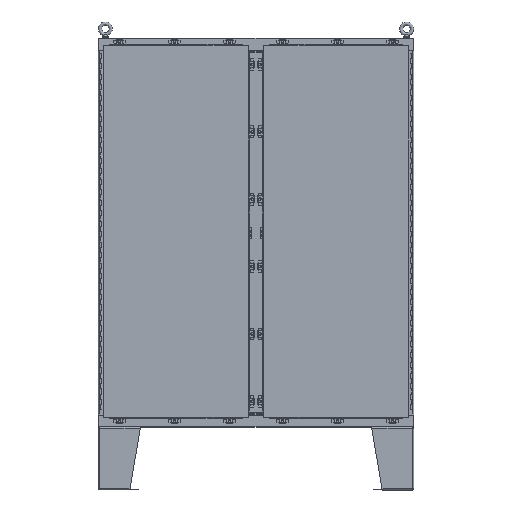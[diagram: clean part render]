
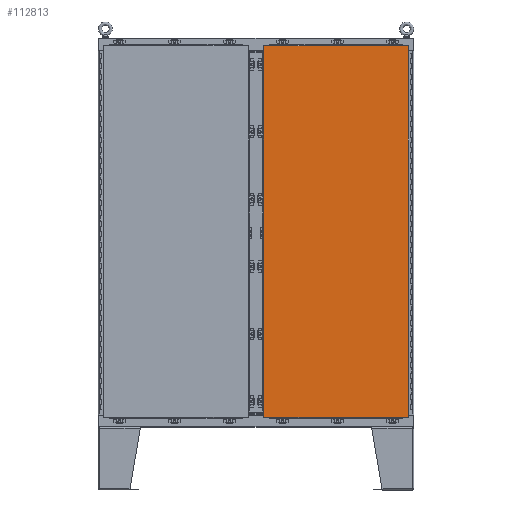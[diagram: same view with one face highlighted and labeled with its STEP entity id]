
A CAD part, top view. The second image highlights one B-rep face of the part: STEP entity #112813.
In plain terms, the highlighted planar face has unit normal (0, 0, 1).
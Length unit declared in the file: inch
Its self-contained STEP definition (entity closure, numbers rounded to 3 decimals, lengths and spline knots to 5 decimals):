
#5606 = VECTOR ( 'NONE', #142638, 39.37008 ) ;
#11548 = EDGE_CURVE ( 'NONE', #82949, #14387, #11666, .T. ) ;
#11666 = LINE ( 'NONE', #81606, #5606 ) ;
#13610 = EDGE_LOOP ( 'NONE', ( #105636, #98746, #121133, #109614 ) ) ;
#14387 = VERTEX_POINT ( 'NONE', #42587 ) ;
#15593 = EDGE_CURVE ( 'NONE', #97166, #137120, #68284, .T. ) ;
#18303 = CARTESIAN_POINT ( 'NONE',  ( -4.49135, -35.18815, 1.1643 ) ) ;
#21585 = AXIS2_PLACEMENT_3D ( 'NONE', #124308, #122733, #85802 ) ;
#36831 = VECTOR ( 'NONE', #88883, 39.37008 ) ;
#38373 = PLANE ( 'NONE',  #21585 ) ;
#39847 = CARTESIAN_POINT ( 'NONE',  ( 23.03945, 0.2025, 1.1643 ) ) ;
#42587 = CARTESIAN_POINT ( 'NONE',  ( -4.49135, 35.59315, 1.1643 ) ) ;
#45116 = CARTESIAN_POINT ( 'NONE',  ( -4.49135, 0.2025, 1.1643 ) ) ;
#45885 = LINE ( 'NONE', #45116, #107469 ) ;
#62620 = VECTOR ( 'NONE', #106064, 39.37008 ) ;
#66775 = EDGE_CURVE ( 'NONE', #14387, #97166, #45885, .T. ) ;
#68284 = LINE ( 'NONE', #152668, #62620 ) ;
#76785 = LINE ( 'NONE', #39847, #36831 ) ;
#81606 = CARTESIAN_POINT ( 'NONE',  ( 9.27405, 35.59315, 1.1643 ) ) ;
#82949 = VERTEX_POINT ( 'NONE', #92349 ) ;
#85802 = DIRECTION ( 'NONE',  ( 1., 0., 0. ) ) ;
#88883 = DIRECTION ( 'NONE',  ( 0., 1., 0. ) ) ;
#92349 = CARTESIAN_POINT ( 'NONE',  ( 23.03945, 35.59315, 1.1643 ) ) ;
#97166 = VERTEX_POINT ( 'NONE', #18303 ) ;
#98746 = ORIENTED_EDGE ( 'NONE', *, *, #11548, .T. ) ;
#105636 = ORIENTED_EDGE ( 'NONE', *, *, #140529, .T. ) ;
#106064 = DIRECTION ( 'NONE',  ( 1., 0., 0. ) ) ;
#106992 = DIRECTION ( 'NONE',  ( 0., -1., 0. ) ) ;
#107469 = VECTOR ( 'NONE', #106992, 39.37008 ) ;
#109614 = ORIENTED_EDGE ( 'NONE', *, *, #15593, .T. ) ;
#112813 = ADVANCED_FACE ( 'NONE', ( #137153 ), #38373, .T. ) ;
#121133 = ORIENTED_EDGE ( 'NONE', *, *, #66775, .T. ) ;
#122733 = DIRECTION ( 'NONE',  ( 0., 0., 1. ) ) ;
#124308 = CARTESIAN_POINT ( 'NONE',  ( 9.27405, 0.2025, 1.1643 ) ) ;
#137120 = VERTEX_POINT ( 'NONE', #158339 ) ;
#137153 = FACE_OUTER_BOUND ( 'NONE', #13610, .T. ) ;
#140529 = EDGE_CURVE ( 'NONE', #137120, #82949, #76785, .T. ) ;
#142638 = DIRECTION ( 'NONE',  ( -1., 0., 0. ) ) ;
#152668 = CARTESIAN_POINT ( 'NONE',  ( 9.27405, -35.18815, 1.1643 ) ) ;
#158339 = CARTESIAN_POINT ( 'NONE',  ( 23.03945, -35.18815, 1.1643 ) ) ;
